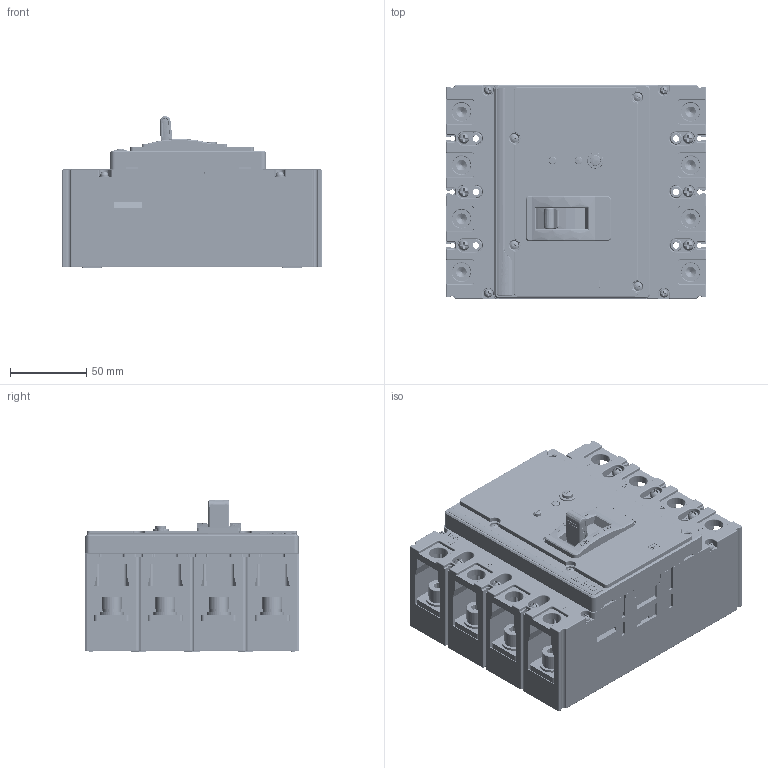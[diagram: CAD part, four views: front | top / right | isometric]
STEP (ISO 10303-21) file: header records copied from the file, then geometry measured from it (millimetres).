
FILE_DESCRIPTION(/* description */ (''),/* implementation_level */ '2;1');
FILE_NAME(/* name */ '_model1.stp',/* time_stamp */ '2019-10-24T13:43:08+08:00',/* author */ (''),/* organization */ (''),/* preprocessor_version */ 'ST-DEVELOPER v11',/* originating_system */ 'SIEMENS PLM Software NX 7.5',/* authorisation */ '');
FILE_SCHEMA (('CONFIG_CONTROL_DESIGN'));
Products named in the file (1): _model1
Bounding box: 170 x 140 x 99.53 mm (x, y, z)
Volume: 629835.6 mm3; surface area: 420974.2 mm2
Topology: 107 solids, 108 shells, 7389 faces, 19737 edges, 12564 vertices
Faces by surface type: plane 4334, cylinder 1979, cone 324, sphere 256, torus 241, extrusion 148, bspline 107
Full cylindrical faces by diameter (mm): 1.2 x1, 1.8 x2, 2 x2, 2.458 x4, 2.5 x2, 2.675 x4, 2.849 x6, 3 x16, 3.11 x6, 3.2 x1, 3.5 x12, 3.7 x1, 3.8 x4, 4 x32, 4.2 x6, 4.3 x10, 4.5 x22, 4.91 x16, 5 x8, 5.45 x4, 5.5 x1, 5.8 x7, 5.85 x6, 6 x4, 6.41 x12, 6.5 x4, 7 x31, 7.2 x2, 7.5 x8, 8 x11
Entity records: 242118 total; most frequent: CARTESIAN_POINT 61262, ORIENTED_EDGE 37468, DIRECTION 37099, EDGE_CURVE 18734, AXIS2_PLACEMENT_3D 12521, VERTEX_POINT 12294, VECTOR 12057, LINE 11909
